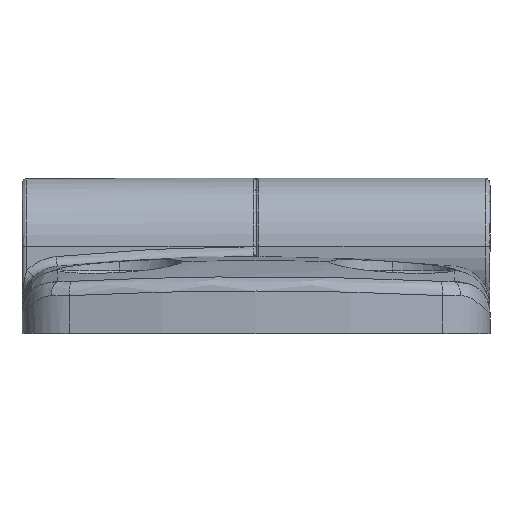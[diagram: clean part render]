
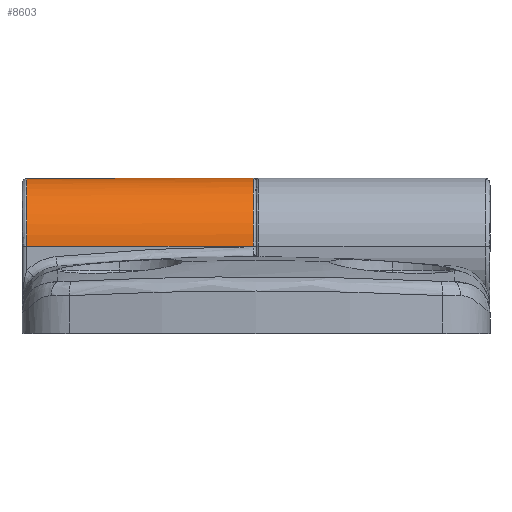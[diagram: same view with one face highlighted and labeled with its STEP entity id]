
A CAD part, top view. The second image highlights one B-rep face of the part: STEP entity #8603.
In plain terms, the highlighted cylindrical face has radius 7 mm (diameter 14 mm), a partial arc.
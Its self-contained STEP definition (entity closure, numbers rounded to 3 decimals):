
#220 = DIRECTION ( 'NONE',  ( 1., 0., 0. ) ) ;
#433 = VERTEX_POINT ( 'NONE', #3243 ) ;
#551 = VERTEX_POINT ( 'NONE', #10593 ) ;
#745 = CARTESIAN_POINT ( 'NONE',  ( -24., 8.95, 7. ) ) ;
#1041 = ORIENTED_EDGE ( 'NONE', *, *, #5312, .F. ) ;
#1963 = EDGE_CURVE ( 'NONE', #551, #5528, #6676, .T. ) ;
#2486 = VERTEX_POINT ( 'NONE', #8616 ) ;
#2563 = ORIENTED_EDGE ( 'NONE', *, *, #8156, .T. ) ;
#2714 = AXIS2_PLACEMENT_3D ( 'NONE', #3292, #9042, #4140 ) ;
#2735 = VECTOR ( 'NONE', #8703, 1000. ) ;
#2791 = ORIENTED_EDGE ( 'NONE', *, *, #5541, .F. ) ;
#2903 = CARTESIAN_POINT ( 'NONE',  ( -24., 8.95, -7. ) ) ;
#3243 = CARTESIAN_POINT ( 'NONE',  ( -0.3, 8.95, 7. ) ) ;
#3292 = CARTESIAN_POINT ( 'NONE',  ( -0.3, 8.95, 0. ) ) ;
#3733 = DIRECTION ( 'NONE',  ( 0., 0., -1. ) ) ;
#4140 = DIRECTION ( 'NONE',  ( 0., 0., 1. ) ) ;
#4147 = CYLINDRICAL_SURFACE ( 'NONE', #4352, 7. ) ;
#4242 = EDGE_LOOP ( 'NONE', ( #2791, #8432, #2563, #1041 ) ) ;
#4352 = AXIS2_PLACEMENT_3D ( 'NONE', #5363, #220, #3733 ) ;
#4417 = VECTOR ( 'NONE', #8155, 1000. ) ;
#5312 = EDGE_CURVE ( 'NONE', #2486, #433, #7445, .T. ) ;
#5363 = CARTESIAN_POINT ( 'NONE',  ( -24., 8.95, 0. ) ) ;
#5528 = VERTEX_POINT ( 'NONE', #9247 ) ;
#5541 = EDGE_CURVE ( 'NONE', #5528, #2486, #9087, .T. ) ;
#6065 = CARTESIAN_POINT ( 'NONE',  ( -23.5, 8.95, -7. ) ) ;
#6102 = CARTESIAN_POINT ( 'NONE',  ( -23.5, 9.561, -7. ) ) ;
#6143 = CARTESIAN_POINT ( 'NONE',  ( -23.5, 10.172, -6.92 ) ) ;
#6176 = CARTESIAN_POINT ( 'NONE',  ( -23.5, 11.352, -6.603 ) ) ;
#6221 = CARTESIAN_POINT ( 'NONE',  ( -23.5, 11.921, -6.368 ) ) ;
#6287 = CARTESIAN_POINT ( 'NONE',  ( -23.5, 12.979, -5.757 ) ) ;
#6400 = CARTESIAN_POINT ( 'NONE',  ( -23.5, 13.468, -5.382 ) ) ;
#6432 = CARTESIAN_POINT ( 'NONE',  ( -23.5, 14.332, -4.518 ) ) ;
#6676 = B_SPLINE_CURVE_WITH_KNOTS ( 'NONE', 3,
 ( #7987, #8021, #7835, #7874, #6925, #6962, #7083, #7124, #7159, #7248, #7285, #7325, #7726, #7760, #7799, #6859, #6891, #7001, #6432, #6400, #6287, #6221, #6176, #6143, #6102, #6065 ),
 .UNSPECIFIED., .F., .F.,
 ( 4, 2, 2, 2, 2, 2, 2, 2, 2, 2, 2, 2, 4 ),
 ( 0., 0.083, 0.167, 0.25, 0.333, 0.417, 0.5, 0.583, 0.667, 0.75, 0.833, 0.917, 1. ),
 .UNSPECIFIED. ) ;
#6859 = CARTESIAN_POINT ( 'NONE',  ( -23.5, 15.553, -2.402 ) ) ;
#6891 = CARTESIAN_POINT ( 'NONE',  ( -23.5, 15.318, -2.971 ) ) ;
#6925 = CARTESIAN_POINT ( 'NONE',  ( -23.5, 11.921, 6.368 ) ) ;
#6962 = CARTESIAN_POINT ( 'NONE',  ( -23.5, 12.979, 5.757 ) ) ;
#7001 = CARTESIAN_POINT ( 'NONE',  ( -23.5, 14.707, -4.029 ) ) ;
#7083 = CARTESIAN_POINT ( 'NONE',  ( -23.5, 13.468, 5.382 ) ) ;
#7124 = CARTESIAN_POINT ( 'NONE',  ( -23.5, 14.332, 4.518 ) ) ;
#7159 = CARTESIAN_POINT ( 'NONE',  ( -23.5, 14.707, 4.029 ) ) ;
#7248 = CARTESIAN_POINT ( 'NONE',  ( -23.5, 15.318, 2.971 ) ) ;
#7285 = CARTESIAN_POINT ( 'NONE',  ( -23.5, 15.553, 2.402 ) ) ;
#7325 = CARTESIAN_POINT ( 'NONE',  ( -23.5, 15.87, 1.222 ) ) ;
#7445 = CIRCLE ( 'NONE', #2714, 7. ) ;
#7726 = CARTESIAN_POINT ( 'NONE',  ( -23.5, 15.95, 0.611 ) ) ;
#7760 = CARTESIAN_POINT ( 'NONE',  ( -23.5, 15.95, -0.611 ) ) ;
#7799 = CARTESIAN_POINT ( 'NONE',  ( -23.5, 15.87, -1.222 ) ) ;
#7835 = CARTESIAN_POINT ( 'NONE',  ( -23.5, 10.172, 6.92 ) ) ;
#7874 = CARTESIAN_POINT ( 'NONE',  ( -23.5, 11.352, 6.603 ) ) ;
#7987 = CARTESIAN_POINT ( 'NONE',  ( -23.5, 8.95, 7. ) ) ;
#8021 = CARTESIAN_POINT ( 'NONE',  ( -23.5, 9.561, 7. ) ) ;
#8155 = DIRECTION ( 'NONE',  ( 1., 0., 0. ) ) ;
#8156 = EDGE_CURVE ( 'NONE', #551, #433, #8779, .T. ) ;
#8432 = ORIENTED_EDGE ( 'NONE', *, *, #1963, .F. ) ;
#8603 = ADVANCED_FACE ( 'NONE', ( #9248 ), #4147, .T. ) ;
#8616 = CARTESIAN_POINT ( 'NONE',  ( -0.3, 8.95, -7. ) ) ;
#8703 = DIRECTION ( 'NONE',  ( 1., 0., 0. ) ) ;
#8779 = LINE ( 'NONE', #745, #4417 ) ;
#9042 = DIRECTION ( 'NONE',  ( 1., 0., 0. ) ) ;
#9087 = LINE ( 'NONE', #2903, #2735 ) ;
#9247 = CARTESIAN_POINT ( 'NONE',  ( -23.5, 8.95, -7. ) ) ;
#9248 = FACE_OUTER_BOUND ( 'NONE', #4242, .T. ) ;
#10593 = CARTESIAN_POINT ( 'NONE',  ( -23.5, 8.95, 7. ) ) ;
